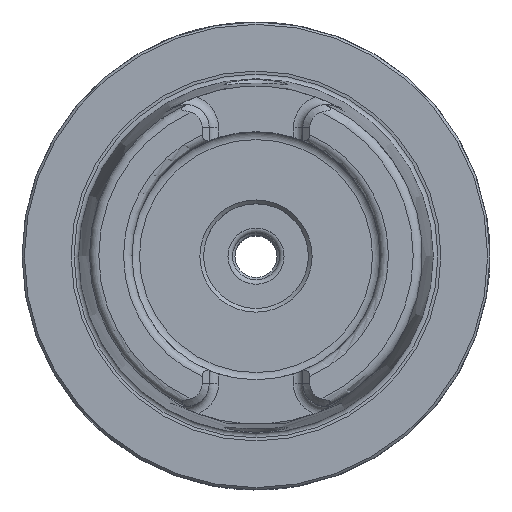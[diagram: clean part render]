
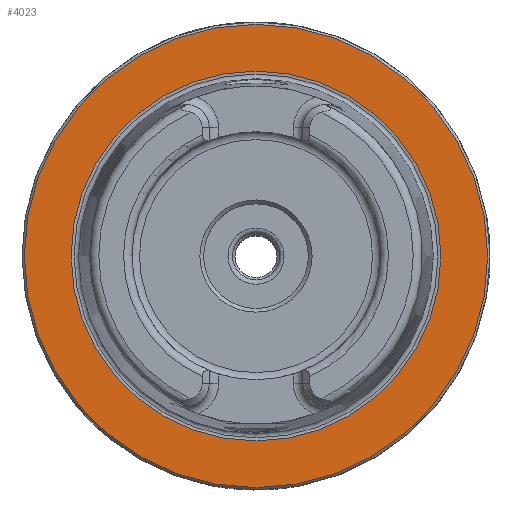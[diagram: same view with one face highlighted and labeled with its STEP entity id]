
A CAD part, top view. The second image highlights one B-rep face of the part: STEP entity #4023.
In plain terms, the highlighted planar face has unit normal (0, 0, 1).
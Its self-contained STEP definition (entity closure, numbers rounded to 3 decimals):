
#788=ORIENTED_EDGE('',*,*,#1339,.T.);
#789=ORIENTED_EDGE('',*,*,#1337,.F.);
#1337=EDGE_CURVE('',#1617,#1617,#1792,.T.);
#1339=EDGE_CURVE('',#1619,#1619,#1794,.T.);
#1617=VERTEX_POINT('',#6254);
#1619=VERTEX_POINT('',#6259);
#1792=CIRCLE('',#4312,39.511);
#1794=CIRCLE('',#4315,49.5);
#2001=EDGE_LOOP('',(#788));
#2002=EDGE_LOOP('',(#789));
#2315=FACE_BOUND('',#2001,.T.);
#2316=FACE_BOUND('',#2002,.T.);
#2549=PLANE('',#4314);
#4023=ADVANCED_FACE('',(#2315,#2316),#2549,.T.);
#4312=AXIS2_PLACEMENT_3D('',#6253,#4944,#4945);
#4314=AXIS2_PLACEMENT_3D('',#6257,#4948,#4949);
#4315=AXIS2_PLACEMENT_3D('',#6258,#4950,#4951);
#4944=DIRECTION('',(0.,0.,1.));
#4945=DIRECTION('',(1.,0.,0.));
#4948=DIRECTION('',(0.,0.,1.));
#4949=DIRECTION('',(1.,0.,0.));
#4950=DIRECTION('',(0.,0.,1.));
#4951=DIRECTION('',(1.,0.,0.));
#6253=CARTESIAN_POINT('',(0.,0.,0.));
#6254=CARTESIAN_POINT('',(39.511,0.,0.));
#6257=CARTESIAN_POINT('',(49.5,0.,0.));
#6258=CARTESIAN_POINT('',(0.,0.,0.));
#6259=CARTESIAN_POINT('',(49.5,0.,0.));
